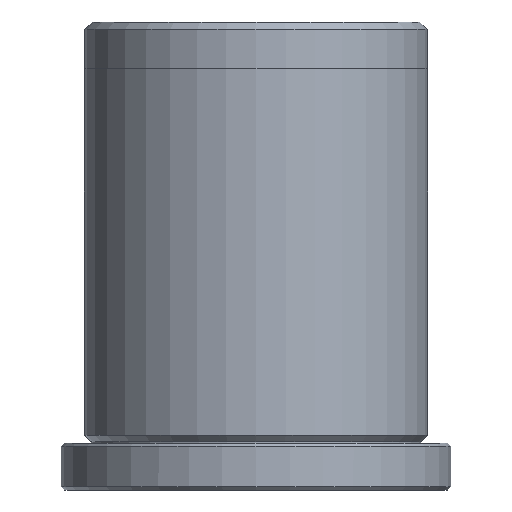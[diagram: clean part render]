
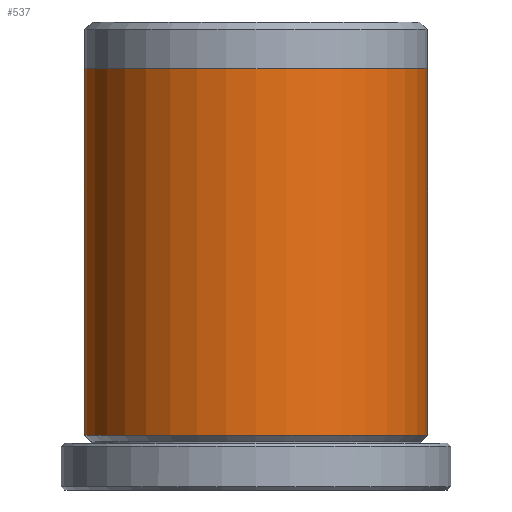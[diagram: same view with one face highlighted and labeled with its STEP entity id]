
A CAD part, front view. The second image highlights one B-rep face of the part: STEP entity #537.
In plain terms, the highlighted cylindrical face has radius 11 mm (diameter 22 mm), a partial arc.
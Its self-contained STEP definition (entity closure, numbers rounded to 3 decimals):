
#2 = VERTEX_POINT ( 'NONE', #941 ) ;
#6 = CIRCLE ( 'NONE', #1968, 11. ) ;
#128 = VERTEX_POINT ( 'NONE', #2659 ) ;
#165 = CYLINDRICAL_SURFACE ( 'NONE', #628, 11. ) ;
#267 = CARTESIAN_POINT ( 'NONE',  ( 0., 0., 27. ) ) ;
#368 = DIRECTION ( 'NONE',  ( 0., 0., -1. ) ) ;
#506 = CARTESIAN_POINT ( 'NONE',  ( 11., 0., 30. ) ) ;
#537 = ADVANCED_FACE ( 'NONE', ( #1533 ), #165, .T. ) ;
#628 = AXIS2_PLACEMENT_3D ( 'NONE', #2908, #1791, #2126 ) ;
#688 = VECTOR ( 'NONE', #1252, 1000. ) ;
#868 = ORIENTED_EDGE ( 'NONE', *, *, #2747, .F. ) ;
#941 = CARTESIAN_POINT ( 'NONE',  ( -11., 0., 27. ) ) ;
#945 = CARTESIAN_POINT ( 'NONE',  ( 0., 0., 3.5 ) ) ;
#984 = DIRECTION ( 'NONE',  ( 0., 0., 1. ) ) ;
#1084 = EDGE_LOOP ( 'NONE', ( #1709, #868, #1877, #2354 ) ) ;
#1191 = DIRECTION ( 'NONE',  ( -1., 0., 0. ) ) ;
#1252 = DIRECTION ( 'NONE',  ( 0., 0., -1. ) ) ;
#1399 = CARTESIAN_POINT ( 'NONE',  ( 11., 0., 27. ) ) ;
#1533 = FACE_OUTER_BOUND ( 'NONE', #1084, .T. ) ;
#1640 = VERTEX_POINT ( 'NONE', #2287 ) ;
#1664 = VECTOR ( 'NONE', #368, 1000. ) ;
#1709 = ORIENTED_EDGE ( 'NONE', *, *, #2610, .F. ) ;
#1791 = DIRECTION ( 'NONE',  ( 0., 0., -1. ) ) ;
#1870 = CIRCLE ( 'NONE', #2209, 11. ) ;
#1877 = ORIENTED_EDGE ( 'NONE', *, *, #2177, .T. ) ;
#1926 = LINE ( 'NONE', #506, #688 ) ;
#1968 = AXIS2_PLACEMENT_3D ( 'NONE', #945, #2538, #1191 ) ;
#2126 = DIRECTION ( 'NONE',  ( -1., 0., 0. ) ) ;
#2177 = EDGE_CURVE ( 'NONE', #2, #128, #2823, .T. ) ;
#2209 = AXIS2_PLACEMENT_3D ( 'NONE', #267, #984, #2571 ) ;
#2287 = CARTESIAN_POINT ( 'NONE',  ( 11., 0., 3.5 ) ) ;
#2354 = ORIENTED_EDGE ( 'NONE', *, *, #2463, .F. ) ;
#2367 = VERTEX_POINT ( 'NONE', #1399 ) ;
#2463 = EDGE_CURVE ( 'NONE', #1640, #128, #6, .T. ) ;
#2538 = DIRECTION ( 'NONE',  ( 0., 0., -1. ) ) ;
#2571 = DIRECTION ( 'NONE',  ( 1., 0., 0. ) ) ;
#2610 = EDGE_CURVE ( 'NONE', #2367, #1640, #1926, .T. ) ;
#2659 = CARTESIAN_POINT ( 'NONE',  ( -11., 0., 3.5 ) ) ;
#2747 = EDGE_CURVE ( 'NONE', #2, #2367, #1870, .T. ) ;
#2823 = LINE ( 'NONE', #2883, #1664 ) ;
#2883 = CARTESIAN_POINT ( 'NONE',  ( -11., 0., 30. ) ) ;
#2908 = CARTESIAN_POINT ( 'NONE',  ( 0., 0., 30. ) ) ;
